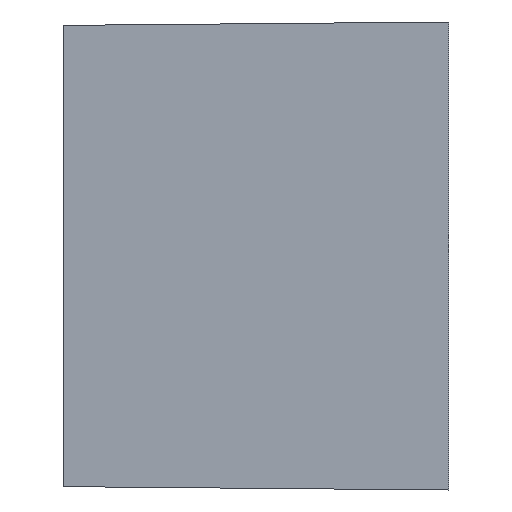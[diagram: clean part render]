
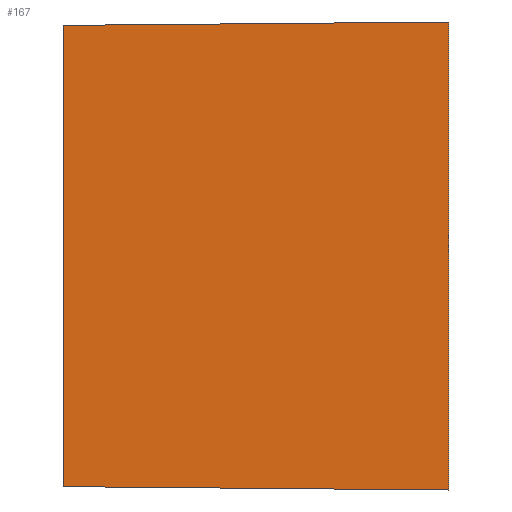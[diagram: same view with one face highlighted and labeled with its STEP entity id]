
A CAD part, left-side view. The second image highlights one B-rep face of the part: STEP entity #167.
In plain terms, the highlighted planar face has unit normal (-1, 0.009, 0).
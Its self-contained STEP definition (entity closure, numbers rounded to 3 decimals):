
#9 = VERTEX_POINT ( 'NONE', #252 ) ;
#14 = EDGE_CURVE ( 'NONE', #240, #253, #248, .T. ) ;
#17 = DIRECTION ( 'NONE',  ( -1., 0.009, 0. ) ) ;
#22 = CARTESIAN_POINT ( 'NONE',  ( -16.2, 5.85, 7. ) ) ;
#25 = DIRECTION ( 'NONE',  ( 0., 0., -1. ) ) ;
#51 = PLANE ( 'NONE',  #264 ) ;
#57 = CARTESIAN_POINT ( 'NONE',  ( -16.302, -5.85, 7. ) ) ;
#66 = CARTESIAN_POINT ( 'NONE',  ( -16.302, -5.85, 7.102 ) ) ;
#75 = ORIENTED_EDGE ( 'NONE', *, *, #90, .T. ) ;
#76 = FACE_OUTER_BOUND ( 'NONE', #212, .T. ) ;
#90 = EDGE_CURVE ( 'NONE', #253, #9, #203, .T. ) ;
#98 = CARTESIAN_POINT ( 'NONE',  ( -16.2, 5.85, 7. ) ) ;
#99 = DIRECTION ( 'NONE',  ( -0.009, -1., 0. ) ) ;
#100 = VECTOR ( 'NONE', #189, 1000. ) ;
#102 = CARTESIAN_POINT ( 'NONE',  ( -16.2, 5.85, -7. ) ) ;
#107 = ORIENTED_EDGE ( 'NONE', *, *, #317, .F. ) ;
#146 = ORIENTED_EDGE ( 'NONE', *, *, #238, .F. ) ;
#154 = VECTOR ( 'NONE', #25, 1000. ) ;
#162 = CARTESIAN_POINT ( 'NONE',  ( -16.2, 5.85, 7. ) ) ;
#167 = ADVANCED_FACE ( 'NONE', ( #76 ), #51, .T. ) ;
#189 = DIRECTION ( 'NONE',  ( -0.009, -1., 0.009 ) ) ;
#198 = CARTESIAN_POINT ( 'NONE',  ( -16.2, 5.85, -7. ) ) ;
#200 = VECTOR ( 'NONE', #242, 1000. ) ;
#203 = LINE ( 'NONE', #198, #226 ) ;
#212 = EDGE_LOOP ( 'NONE', ( #75, #107, #146, #297 ) ) ;
#226 = VECTOR ( 'NONE', #296, 1000. ) ;
#238 = EDGE_CURVE ( 'NONE', #240, #334, #293, .T. ) ;
#240 = VERTEX_POINT ( 'NONE', #22 ) ;
#242 = DIRECTION ( 'NONE',  ( 0., 0., -1. ) ) ;
#245 = CARTESIAN_POINT ( 'NONE',  ( -16.2, 5.85, 7. ) ) ;
#248 = LINE ( 'NONE', #98, #154 ) ;
#252 = CARTESIAN_POINT ( 'NONE',  ( -16.302, -5.85, -7.102 ) ) ;
#253 = VERTEX_POINT ( 'NONE', #102 ) ;
#264 = AXIS2_PLACEMENT_3D ( 'NONE', #162, #17, #99 ) ;
#293 = LINE ( 'NONE', #245, #100 ) ;
#296 = DIRECTION ( 'NONE',  ( -0.009, -1., -0.009 ) ) ;
#297 = ORIENTED_EDGE ( 'NONE', *, *, #14, .T. ) ;
#307 = LINE ( 'NONE', #57, #200 ) ;
#317 = EDGE_CURVE ( 'NONE', #334, #9, #307, .T. ) ;
#334 = VERTEX_POINT ( 'NONE', #66 ) ;
